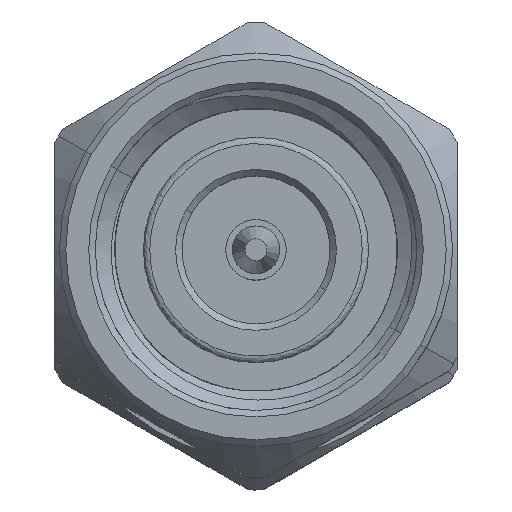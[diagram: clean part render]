
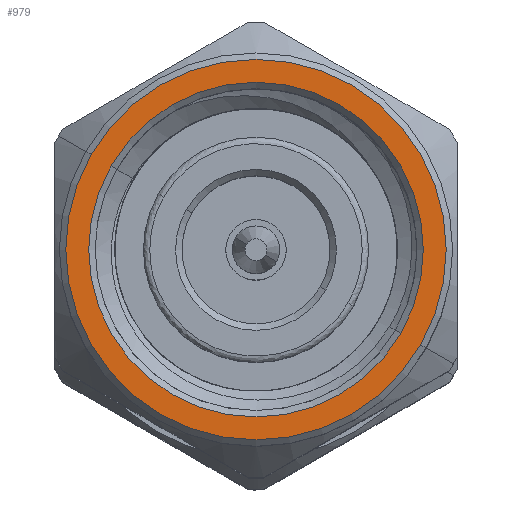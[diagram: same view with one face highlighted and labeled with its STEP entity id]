
A CAD part, top view. The second image highlights one B-rep face of the part: STEP entity #979.
In plain terms, the highlighted face is planar.
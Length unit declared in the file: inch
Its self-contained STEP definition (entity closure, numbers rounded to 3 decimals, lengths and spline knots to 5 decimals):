
#17 = CIRCLE ( 'NONE', #478, 0.14779 ) ;
#478 = AXIS2_PLACEMENT_3D ( 'NONE', #540, #567, #4874 ) ;
#540 = CARTESIAN_POINT ( 'NONE',  ( 0., 0., 0. ) ) ;
#567 = DIRECTION ( 'NONE',  ( 1., 0., 0. ) ) ;
#938 = AXIS2_PLACEMENT_3D ( 'NONE', #2610, #2222, #2993 ) ;
#971 = DIRECTION ( 'NONE',  ( 1., 0., 0. ) ) ;
#979 = ADVANCED_FACE ( 'NONE', ( #3069, #3863 ), #2581, .F. ) ;
#1216 = EDGE_CURVE ( 'NONE', #2758, #2091, #2477, .T. ) ;
#1789 = VERTEX_POINT ( 'NONE', #4256 ) ;
#1894 = CARTESIAN_POINT ( 'NONE',  ( 0., 0., 0. ) ) ;
#2091 = VERTEX_POINT ( 'NONE', #3095 ) ;
#2222 = DIRECTION ( 'NONE',  ( 1., 0., 0. ) ) ;
#2475 = EDGE_LOOP ( 'NONE', ( #2851, #2701 ) ) ;
#2477 = CIRCLE ( 'NONE', #2937, 0.14779 ) ;
#2581 = PLANE ( 'NONE',  #5189 ) ;
#2585 = ORIENTED_EDGE ( 'NONE', *, *, #3473, .T. ) ;
#2610 = CARTESIAN_POINT ( 'NONE',  ( 0., 0., 0. ) ) ;
#2630 = CARTESIAN_POINT ( 'NONE',  ( 0., 0., 0. ) ) ;
#2680 = CARTESIAN_POINT ( 'NONE',  ( 0., 0., 0.13 ) ) ;
#2701 = ORIENTED_EDGE ( 'NONE', *, *, #5135, .F. ) ;
#2758 = VERTEX_POINT ( 'NONE', #2915 ) ;
#2851 = ORIENTED_EDGE ( 'NONE', *, *, #1216, .F. ) ;
#2915 = CARTESIAN_POINT ( 'NONE',  ( 0., 0., -0.14779 ) ) ;
#2937 = AXIS2_PLACEMENT_3D ( 'NONE', #1894, #971, #4499 ) ;
#2993 = DIRECTION ( 'NONE',  ( 0., 0., -1. ) ) ;
#3069 = FACE_BOUND ( 'NONE', #5441, .T. ) ;
#3095 = CARTESIAN_POINT ( 'NONE',  ( 0., 0., 0.14779 ) ) ;
#3162 = VERTEX_POINT ( 'NONE', #2680 ) ;
#3222 = AXIS2_PLACEMENT_3D ( 'NONE', #5493, #5527, #3335 ) ;
#3335 = DIRECTION ( 'NONE',  ( 0., 0., -1. ) ) ;
#3473 = EDGE_CURVE ( 'NONE', #3162, #1789, #4752, .T. ) ;
#3719 = EDGE_CURVE ( 'NONE', #1789, #3162, #4026, .T. ) ;
#3761 = ORIENTED_EDGE ( 'NONE', *, *, #3719, .T. ) ;
#3863 = FACE_OUTER_BOUND ( 'NONE', #2475, .T. ) ;
#3940 = DIRECTION ( 'NONE',  ( 1., 0., 0. ) ) ;
#4026 = CIRCLE ( 'NONE', #3222, 0.13 ) ;
#4256 = CARTESIAN_POINT ( 'NONE',  ( 0., 0., -0.13 ) ) ;
#4319 = DIRECTION ( 'NONE',  ( 0., 0., -1. ) ) ;
#4499 = DIRECTION ( 'NONE',  ( 0., 0., -1. ) ) ;
#4752 = CIRCLE ( 'NONE', #938, 0.13 ) ;
#4874 = DIRECTION ( 'NONE',  ( 0., 0., -1. ) ) ;
#5135 = EDGE_CURVE ( 'NONE', #2091, #2758, #17, .T. ) ;
#5189 = AXIS2_PLACEMENT_3D ( 'NONE', #2630, #3940, #4319 ) ;
#5441 = EDGE_LOOP ( 'NONE', ( #3761, #2585 ) ) ;
#5493 = CARTESIAN_POINT ( 'NONE',  ( 0., 0., 0. ) ) ;
#5527 = DIRECTION ( 'NONE',  ( 1., 0., 0. ) ) ;
